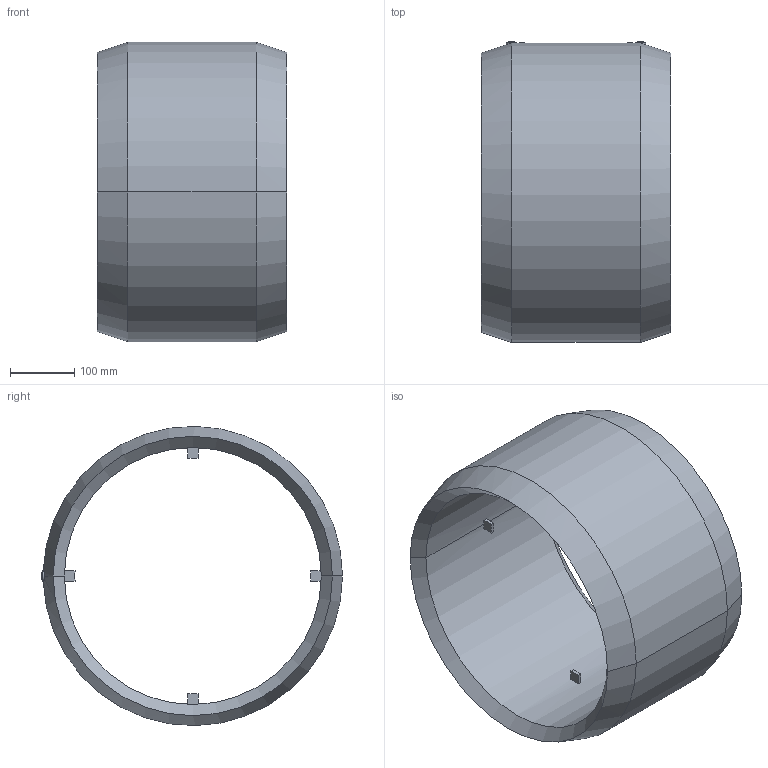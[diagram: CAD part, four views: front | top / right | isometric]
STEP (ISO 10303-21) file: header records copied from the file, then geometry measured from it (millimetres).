
FILE_DESCRIPTION( ( '' ), '1' );
FILE_NAME( 'AGRU_25173040017_PE_100_schwarz_E-Muffe_400_SDR_33-17_05.stp', '2017-12-12T09:53:25', ( '' ), ( '' ), ' ', ' ', ' ' );
FILE_SCHEMA( ( 'automotive_design' ) );
Length unit declared in the file: millimetre
Products named in the file (1): 1
Bounding box: 295.73 x 468.5 x 465.93 mm (x, y, z)
Volume: 11828094.2 mm3; surface area: 830934.1 mm2
Topology: 1 solids, 1 shells, 80 faces, 186 edges, 112 vertices
Faces by surface type: cylinder 32, cone 24, plane 24
Entity records: 5054 total; most frequent: CARTESIAN_POINT 1077, DIRECTION 394, STYLED_ITEM 379, PRESENTATION_STYLE_ASSIGNMENT 379, COLOUR_RGB 379, ORIENTED_EDGE 372, EDGE_CURVE 186, CURVE_STYLE 186
